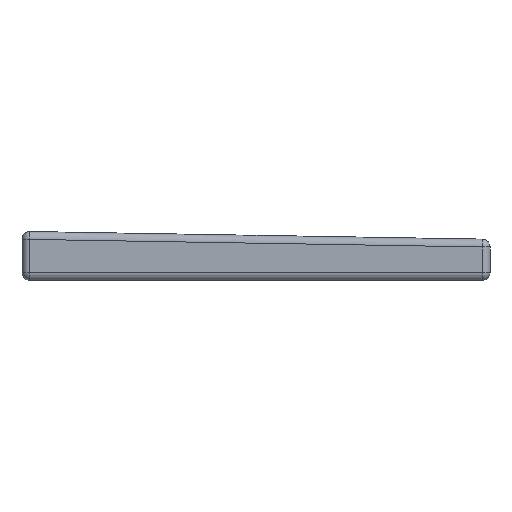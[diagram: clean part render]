
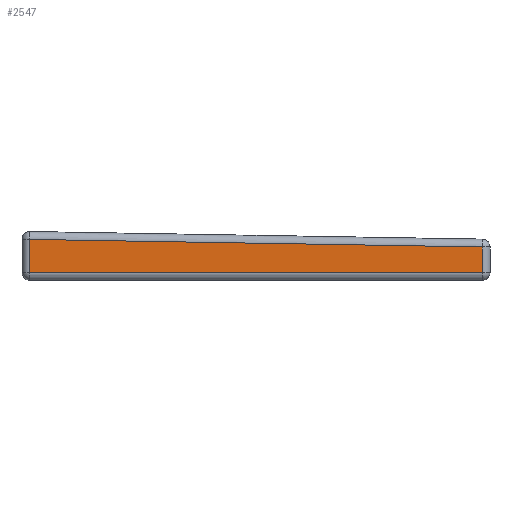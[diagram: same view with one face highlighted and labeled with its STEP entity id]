
A CAD part, left-side view. The second image highlights one B-rep face of the part: STEP entity #2547.
In plain terms, the highlighted planar face has unit normal (-1, 0, 0).
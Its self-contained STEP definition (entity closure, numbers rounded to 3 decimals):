
#76=PLANE('',#2763);
#253=FACE_OUTER_BOUND('',#423,.T.);
#423=EDGE_LOOP('',(#1847,#1848,#1849,#1850));
#602=LINE('',#4056,#809);
#608=LINE('',#4096,#815);
#610=LINE('',#4102,#817);
#611=LINE('',#4103,#818);
#809=VECTOR('',#3159,10.);
#815=VECTOR('',#3199,10.);
#817=VECTOR('',#3205,10.);
#818=VECTOR('',#3206,10.);
#1164=VERTEX_POINT('',#4046);
#1168=VERTEX_POINT('',#4054);
#1177=VERTEX_POINT('',#4095);
#1179=VERTEX_POINT('',#4101);
#1404=EDGE_CURVE('',#1168,#1164,#602,.T.);
#1421=EDGE_CURVE('',#1164,#1177,#608,.T.);
#1424=EDGE_CURVE('',#1179,#1168,#610,.T.);
#1425=EDGE_CURVE('',#1177,#1179,#611,.T.);
#1847=ORIENTED_EDGE('',*,*,#1404,.F.);
#1848=ORIENTED_EDGE('',*,*,#1424,.F.);
#1849=ORIENTED_EDGE('',*,*,#1425,.F.);
#1850=ORIENTED_EDGE('',*,*,#1421,.F.);
#2547=ADVANCED_FACE('',(#253),#76,.T.);
#2763=AXIS2_PLACEMENT_3D('',#4100,#3203,#3204);
#3159=DIRECTION('',(0.,-1.,-0.017));
#3199=DIRECTION('',(0.,0.,-1.));
#3203=DIRECTION('center_axis',(-1.,0.,0.));
#3204=DIRECTION('ref_axis',(0.,-1.,0.));
#3205=DIRECTION('',(0.,0.,1.));
#3206=DIRECTION('',(0.,1.,0.));
#4046=CARTESIAN_POINT('',(-4.,0.,15.067));
#4054=CARTESIAN_POINT('',(-4.,230.4,18.932));
#4056=CARTESIAN_POINT('',(-4.,115.074,16.997));
#4095=CARTESIAN_POINT('',(-4.,0.,2.));
#4096=CARTESIAN_POINT('',(-4.,0.,0.));
#4100=CARTESIAN_POINT('Origin',(-4.,234.4,0.));
#4101=CARTESIAN_POINT('',(-4.,230.4,2.));
#4102=CARTESIAN_POINT('',(-4.,230.4,0.));
#4103=CARTESIAN_POINT('',(-4.,174.8,2.));
